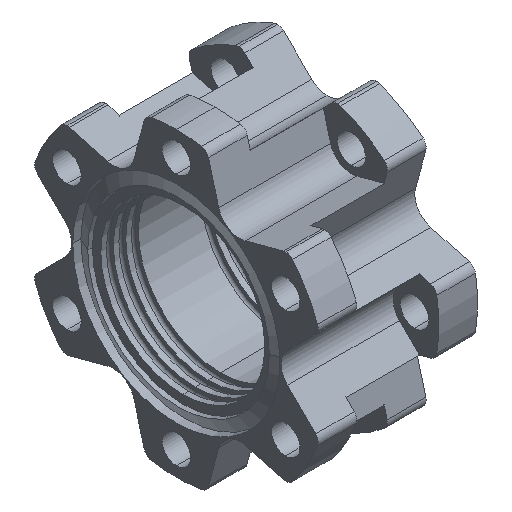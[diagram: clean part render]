
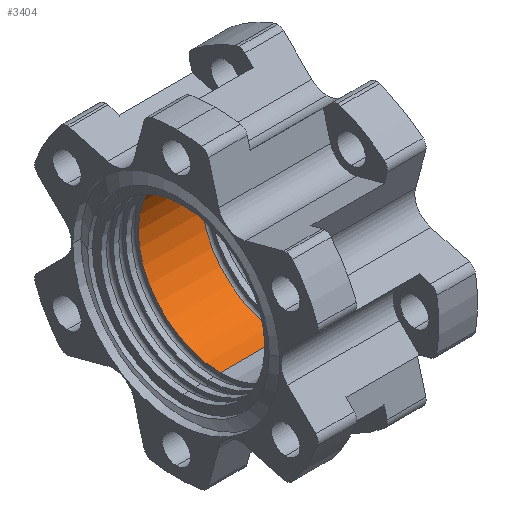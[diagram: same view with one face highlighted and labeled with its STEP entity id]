
A CAD part, isometric view. The second image highlights one B-rep face of the part: STEP entity #3404.
In plain terms, the highlighted cylindrical face has radius 19.05 mm (diameter 38.1 mm), a partial arc.
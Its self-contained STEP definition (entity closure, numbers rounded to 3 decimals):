
#104 = CARTESIAN_POINT ( 'NONE',  ( -17.5, 0., 19.05 ) ) ;
#188 = DIRECTION ( 'NONE',  ( 0., 0., -1. ) ) ;
#218 = CARTESIAN_POINT ( 'NONE',  ( -17.5, 0., -19.05 ) ) ;
#346 = VERTEX_POINT ( 'NONE', #2213 ) ;
#403 = CARTESIAN_POINT ( 'NONE',  ( 7.3, 0., 19.05 ) ) ;
#528 = DIRECTION ( 'NONE',  ( 1., 0., 0. ) ) ;
#591 = VECTOR ( 'NONE', #2784, 1000. ) ;
#1039 = ORIENTED_EDGE ( 'NONE', *, *, #4807, .T. ) ;
#1338 = CARTESIAN_POINT ( 'NONE',  ( -7.3, 0., 0. ) ) ;
#1571 = CIRCLE ( 'NONE', #4148, 19.05 ) ;
#2055 = EDGE_CURVE ( 'NONE', #4923, #5063, #2259, .T. ) ;
#2146 = EDGE_CURVE ( 'NONE', #4268, #346, #4047, .T. ) ;
#2213 = CARTESIAN_POINT ( 'NONE',  ( 7.3, 0., -19.05 ) ) ;
#2259 = LINE ( 'NONE', #104, #3523 ) ;
#2383 = EDGE_LOOP ( 'NONE', ( #4652, #1039, #4210, #4211 ) ) ;
#2706 = DIRECTION ( 'NONE',  ( 1., 0., 0. ) ) ;
#2762 = FACE_OUTER_BOUND ( 'NONE', #2383, .T. ) ;
#2784 = DIRECTION ( 'NONE',  ( 1., 0., 0. ) ) ;
#3032 = DIRECTION ( 'NONE',  ( -1., 0., 0. ) ) ;
#3119 = CARTESIAN_POINT ( 'NONE',  ( 7.3, 0., 0. ) ) ;
#3253 = CARTESIAN_POINT ( 'NONE',  ( -17.5, 0., 0. ) ) ;
#3271 = EDGE_CURVE ( 'NONE', #346, #5063, #5365, .T. ) ;
#3404 = ADVANCED_FACE ( 'NONE', ( #2762 ), #5370, .F. ) ;
#3523 = VECTOR ( 'NONE', #528, 1000. ) ;
#3669 = CARTESIAN_POINT ( 'NONE',  ( -7.3, 0., 19.05 ) ) ;
#4047 = LINE ( 'NONE', #218, #591 ) ;
#4148 = AXIS2_PLACEMENT_3D ( 'NONE', #1338, #3032, #188 ) ;
#4210 = ORIENTED_EDGE ( 'NONE', *, *, #2146, .T. ) ;
#4211 = ORIENTED_EDGE ( 'NONE', *, *, #3271, .T. ) ;
#4268 = VERTEX_POINT ( 'NONE', #4436 ) ;
#4306 = AXIS2_PLACEMENT_3D ( 'NONE', #3119, #2706, #4403 ) ;
#4403 = DIRECTION ( 'NONE',  ( 0., 0., 1. ) ) ;
#4436 = CARTESIAN_POINT ( 'NONE',  ( -7.3, 0., -19.05 ) ) ;
#4457 = DIRECTION ( 'NONE',  ( 1., 0., 0. ) ) ;
#4652 = ORIENTED_EDGE ( 'NONE', *, *, #2055, .F. ) ;
#4807 = EDGE_CURVE ( 'NONE', #4923, #4268, #1571, .T. ) ;
#4843 = AXIS2_PLACEMENT_3D ( 'NONE', #3253, #4457, #4963 ) ;
#4923 = VERTEX_POINT ( 'NONE', #3669 ) ;
#4963 = DIRECTION ( 'NONE',  ( 0., 0., -1. ) ) ;
#5063 = VERTEX_POINT ( 'NONE', #403 ) ;
#5365 = CIRCLE ( 'NONE', #4306, 19.05 ) ;
#5370 = CYLINDRICAL_SURFACE ( 'NONE', #4843, 19.05 ) ;
